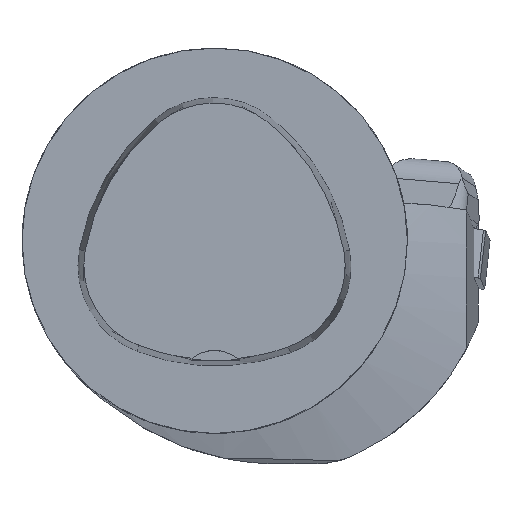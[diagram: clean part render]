
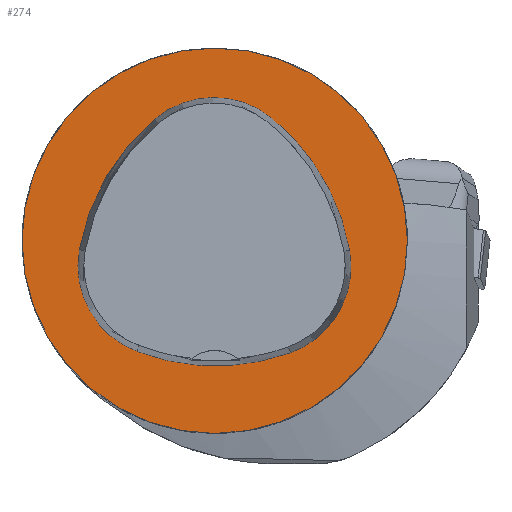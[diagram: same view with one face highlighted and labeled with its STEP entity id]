
A CAD part, top view. The second image highlights one B-rep face of the part: STEP entity #274.
In plain terms, the highlighted planar face has unit normal (0, 0, 1).
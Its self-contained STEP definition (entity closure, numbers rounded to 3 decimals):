
#274=ADVANCED_FACE('',(#686,#687),#359,.T.);
#359=PLANE('',#1934);
#686=FACE_BOUND('',#748,.T.);
#687=FACE_BOUND('',#749,.T.);
#748=EDGE_LOOP('',(#998,#999,#1000,#1001,#1002,#1003));
#749=EDGE_LOOP('',(#1004));
#998=ORIENTED_EDGE('',*,*,#1594,.F.);
#999=ORIENTED_EDGE('',*,*,#1589,.F.);
#1000=ORIENTED_EDGE('',*,*,#1584,.F.);
#1001=ORIENTED_EDGE('',*,*,#1581,.F.);
#1002=ORIENTED_EDGE('',*,*,#1578,.F.);
#1003=ORIENTED_EDGE('',*,*,#1574,.F.);
#1004=ORIENTED_EDGE('',*,*,#1565,.T.);
#1385=VERTEX_POINT('',#2837);
#1394=VERTEX_POINT('',#2856);
#1395=VERTEX_POINT('',#2857);
#1398=VERTEX_POINT('',#2865);
#1400=VERTEX_POINT('',#2871);
#1402=VERTEX_POINT('',#2877);
#1406=VERTEX_POINT('',#2890);
#1565=EDGE_CURVE('',#1385,#1385,#1735,.T.);
#1574=EDGE_CURVE('',#1394,#1395,#1736,.T.);
#1578=EDGE_CURVE('',#1395,#1398,#1738,.T.);
#1581=EDGE_CURVE('',#1398,#1400,#1740,.T.);
#1584=EDGE_CURVE('',#1400,#1402,#1742,.T.);
#1589=EDGE_CURVE('',#1402,#1406,#1745,.T.);
#1594=EDGE_CURVE('',#1406,#1394,#1748,.T.);
#1735=CIRCLE('',#1906,31.5);
#1736=CIRCLE('',#1912,36.);
#1738=CIRCLE('',#1915,15.);
#1740=CIRCLE('',#1918,36.);
#1742=CIRCLE('',#1921,15.);
#1745=CIRCLE('',#1925,36.);
#1748=CIRCLE('',#1929,15.);
#1906=AXIS2_PLACEMENT_3D('',#2836,#2197,#2198);
#1912=AXIS2_PLACEMENT_3D('',#2855,#2213,#2214);
#1915=AXIS2_PLACEMENT_3D('',#2864,#2221,#2222);
#1918=AXIS2_PLACEMENT_3D('',#2870,#2228,#2229);
#1921=AXIS2_PLACEMENT_3D('',#2876,#2235,#2236);
#1925=AXIS2_PLACEMENT_3D('',#2889,#2244,#2245);
#1929=AXIS2_PLACEMENT_3D('',#2902,#2253,#2254);
#1934=AXIS2_PLACEMENT_3D('',#2907,#2263,#2264);
#2197=DIRECTION('',(0.,0.,1.));
#2198=DIRECTION('',(1.,0.,0.));
#2213=DIRECTION('',(0.,0.,1.));
#2214=DIRECTION('',(1.,0.,0.));
#2221=DIRECTION('',(0.,0.,1.));
#2222=DIRECTION('',(1.,0.,0.));
#2228=DIRECTION('',(0.,0.,1.));
#2229=DIRECTION('',(1.,0.,0.));
#2235=DIRECTION('',(0.,0.,1.));
#2236=DIRECTION('',(1.,0.,0.));
#2244=DIRECTION('',(0.,0.,1.));
#2245=DIRECTION('',(1.,0.,0.));
#2253=DIRECTION('',(0.,0.,1.));
#2254=DIRECTION('',(1.,0.,0.));
#2263=DIRECTION('',(0.,0.,1.));
#2264=DIRECTION('',(-1.,0.,0.));
#2836=CARTESIAN_POINT('',(0.,0.,0.));
#2837=CARTESIAN_POINT('',(31.5,0.,0.));
#2855=CARTESIAN_POINT('',(-13.398,-7.893,0.));
#2856=CARTESIAN_POINT('',(22.041,-1.562,0.));
#2857=CARTESIAN_POINT('',(9.317,20.036,0.));
#2864=CARTESIAN_POINT('',(-0.148,8.399,0.));
#2865=CARTESIAN_POINT('',(-9.779,19.898,0.));
#2870=CARTESIAN_POINT('',(13.337,-7.7,0.));
#2871=CARTESIAN_POINT('',(-22.122,-1.48,0.));
#2876=CARTESIAN_POINT('',(-7.347,-4.071,0.));
#2877=CARTESIAN_POINT('',(-12.693,-18.087,0.));
#2889=CARTESIAN_POINT('',(0.137,15.55,0.));
#2890=CARTESIAN_POINT('',(12.373,-18.307,0.));
#2902=CARTESIAN_POINT('',(7.275,-4.2,0.));
#2907=CARTESIAN_POINT('',(0.,0.,0.));
